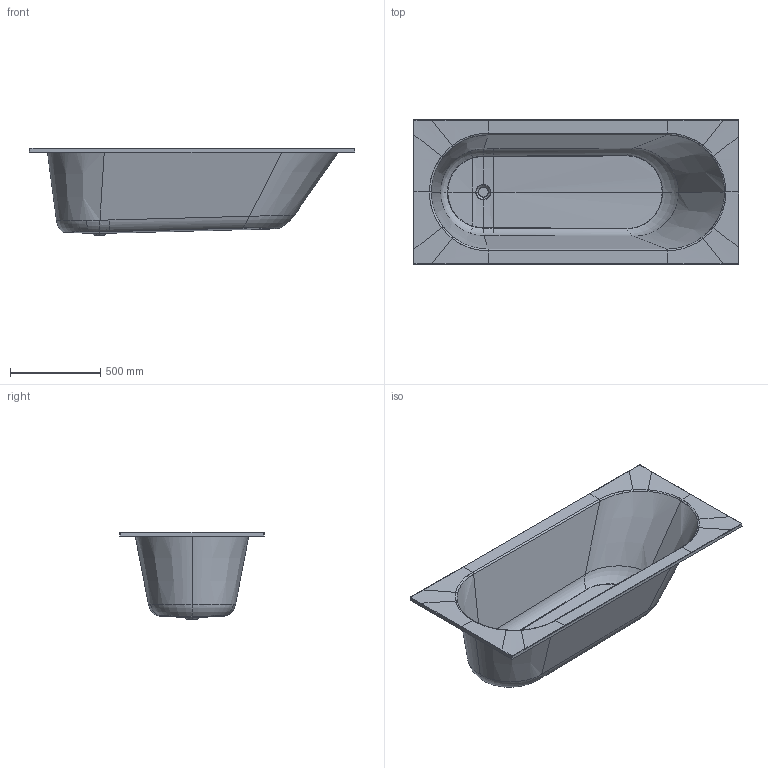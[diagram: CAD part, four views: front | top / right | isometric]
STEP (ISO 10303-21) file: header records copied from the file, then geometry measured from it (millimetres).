
FILE_DESCRIPTION((''),'2;1');
FILE_NAME('UBQ180OBE2V_OBERON','2022-07-06T13:53:20',('hegemanc'),('Villeroy & Boch Wellness bv'),'CREO PARAMETRIC BY PTC INC, 2020454','CREO PARAMETRIC BY PTC INC, 2020454','');
FILE_SCHEMA(('CONFIG_CONTROL_DESIGN'));
Length unit declared in the file: millimetre
Products named in the file (1): UBQ180OBE2V_OBERON
Bounding box: 1801.4 x 801.4 x 483.05 mm (x, y, z)
Surface area: 2718823.3 mm2 (no closed solid volume)
Topology: 0 solids, 1 shells, 111 faces, 431 edges, 305 vertices
Faces by surface type: bspline 62, cylinder 28, plane 9, torus 8, cone 4
Entity records: 8546 total; most frequent: CARTESIAN_POINT 5770, ORIENTED_EDGE 654, EDGE_CURVE 427, VERTEX_POINT 305, DIRECTION 282, B_SPLINE_CURVE_WITH_KNOTS 281, EDGE_LOOP 111, FACE_OUTER_BOUND 111
